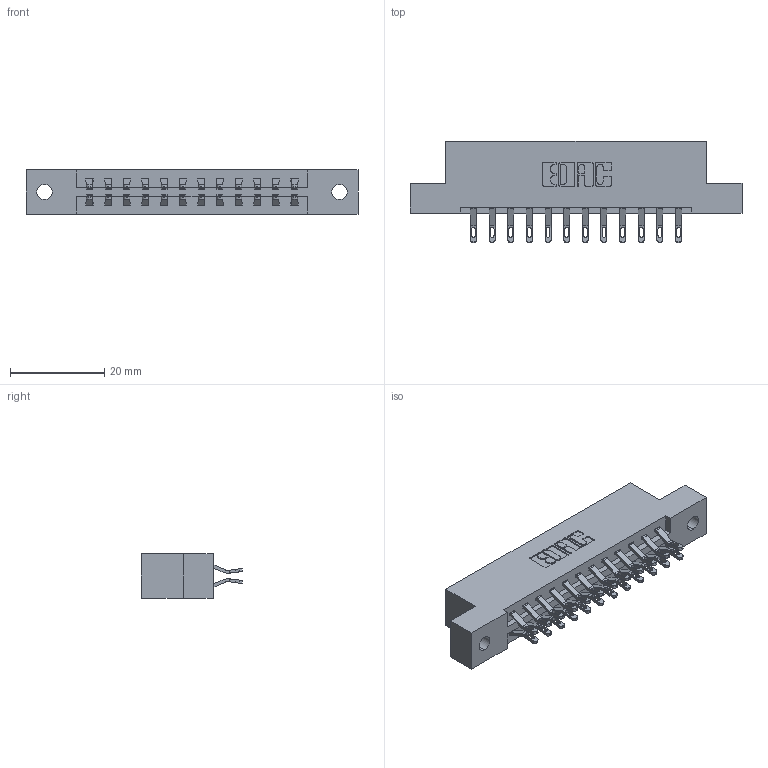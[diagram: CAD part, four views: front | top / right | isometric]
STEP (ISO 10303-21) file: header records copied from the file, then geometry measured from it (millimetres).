
FILE_DESCRIPTION (( 'STEP AP203' ), '1' );
FILE_NAME ('387-024-555-202.STEP', '2019-10-16T18:40:58', ( '' ), ( '' ), 'SwSTEP 2.0', 'SolidWorks 2016', '' );
FILE_SCHEMA (( 'CONFIG_CONTROL_DESIGN' ));
Length unit declared in the file: inch
Products named in the file (3): 387-024-555-202; 337 Part_Flush Mounting Lugs - 0.128 Dia; 345-292-001_555 Tail
Assembly tree (25 placements, depth 2):
  387-024-555-202
    337 Part_Flush Mounting Lugs - 0.128 Dia
    345-292-001_555 Tail  x24
Bounding box: 70.56 x 21.47 x 9.4 mm (x, y, z)
Volume: 7069.9 mm3; surface area: 7690.7 mm2
Topology: 25 solids, 25 shells, 1554 faces, 4847 edges, 3230 vertices
Faces by surface type: plane 934, cylinder 620
Entity records: 13513 total; most frequent: CARTESIAN_POINT 2336, ORIENTED_EDGE 2242, DIRECTION 2013, EDGE_CURVE 1121, LINE 973, VECTOR 973, VERTEX_POINT 746, AXIS2_PLACEMENT_3D 520
